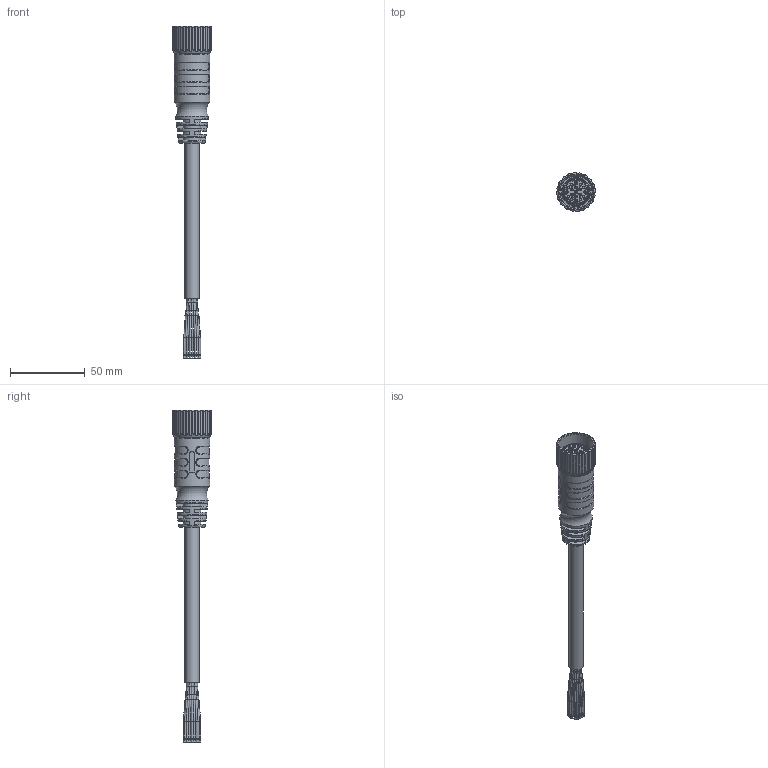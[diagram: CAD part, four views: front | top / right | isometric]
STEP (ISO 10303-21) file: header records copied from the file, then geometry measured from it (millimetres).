
FILE_DESCRIPTION(/* description */ (''),/* implementation_level */ '2;1');
FILE_NAME(/* name */ 'MKCU19.003.stp',/* time_stamp */ '2014-09-18T11:14:57+02:00',/* author */ (''),/* organization */ (''),/* preprocessor_version */ 'ST-DEVELOPER v14',/* originating_system */ 'SIEMENS PLM Software NX 8.0',/* authorisation */ '');
FILE_SCHEMA (('AP203_CONFIGURATION_CONTROLLED_3D_DESIGN_OF_MECHANICAL_PARTS_AND_ASSEMBLIES_MIM_LF { 1 0 10303 403 2 1 2}'));
Length unit declared in the file: millimetre
Products named in the file (1): MKCU19.003
Bounding box: 26 x 26 x 222.57 mm (x, y, z)
Volume: 35135.3 mm3; surface area: 15775.1 mm2
Topology: 1 solids, 1 shells, 1574 faces, 4210 edges, 2755 vertices
Faces by surface type: plane 1075, cylinder 284, torus 104, bspline 66, cone 45
Full cylindrical faces by diameter (mm): 1 x76, 1.4 x19, 9.6 x1, 17.9 x1, 18 x1, 22 x1, 23.05 x1, 23.2 x1, 24 x1
Entity records: 55226 total; most frequent: CARTESIAN_POINT 15139, ORIENTED_EDGE 7922, DIRECTION 7044, EDGE_CURVE 3961, LINE 2900, VECTOR 2900, VERTEX_POINT 2702, AXIS2_PLACEMENT_3D 2072
